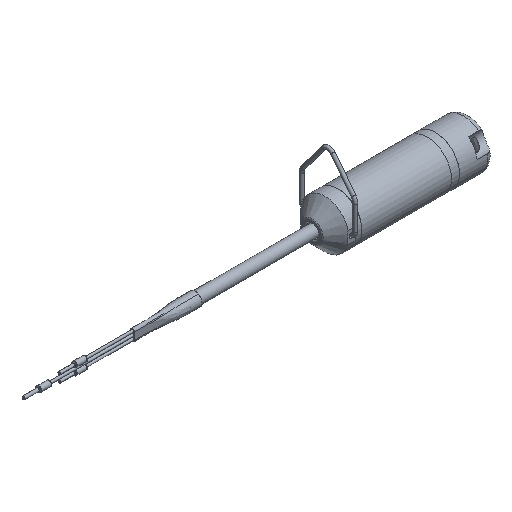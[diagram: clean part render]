
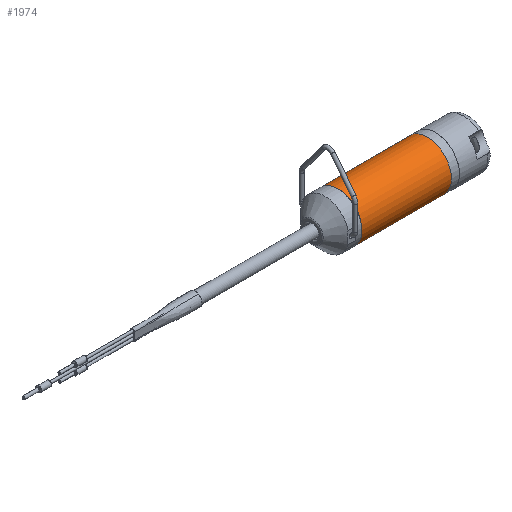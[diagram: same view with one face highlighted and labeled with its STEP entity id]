
A CAD part, isometric view. The second image highlights one B-rep face of the part: STEP entity #1974.
In plain terms, the highlighted cylindrical face has radius 13.45 mm (diameter 26.9 mm), a full revolution.
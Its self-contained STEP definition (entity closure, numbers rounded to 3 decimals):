
#1974=ADVANCED_FACE('',(#5645,#5647),#5649,.T.);
#5645=FACE_OUTER_BOUND('',#5646,.T.);
#5646=EDGE_LOOP('',(#10077));
#5647=FACE_OUTER_BOUND('',#5648,.T.);
#5648=EDGE_LOOP('',(#10078));
#5649=CYLINDRICAL_SURFACE('',#5650,13.45);
#5650=AXIS2_PLACEMENT_3D('',#5651,#5652,#5653);
#5651=CARTESIAN_POINT('',(0.,0.,0.));
#5652=DIRECTION('',(-1.,-0.,-0.));
#5653=DIRECTION('',(0.,0.,1.));
#10077=ORIENTED_EDGE('',*,*,#11219,.T.);
#10078=ORIENTED_EDGE('',*,*,#11218,.F.);
#11218=EDGE_CURVE('',#45080,#45080,#45081,.T.);
#11219=EDGE_CURVE('',#45082,#45082,#45083,.T.);
#45080=VERTEX_POINT('',#47267);
#45081=CIRCLE('',#47268,13.45);
#45082=VERTEX_POINT('',#47272);
#45083=CIRCLE('',#47273,13.45);
#47267=CARTESIAN_POINT('',(-50.,0.,13.45));
#47268=AXIS2_PLACEMENT_3D('',#47269,#47270,#47271);
#47269=CARTESIAN_POINT('',(-50.,0.,0.));
#47270=DIRECTION('',(-1.,-0.,0.));
#47271=DIRECTION('',(0.,0.,1.));
#47272=CARTESIAN_POINT('',(0.,0.,13.45));
#47273=AXIS2_PLACEMENT_3D('',#47274,#47275,#47276);
#47274=CARTESIAN_POINT('',(0.,0.,0.));
#47275=DIRECTION('',(-1.,-0.,0.));
#47276=DIRECTION('',(0.,0.,1.));
